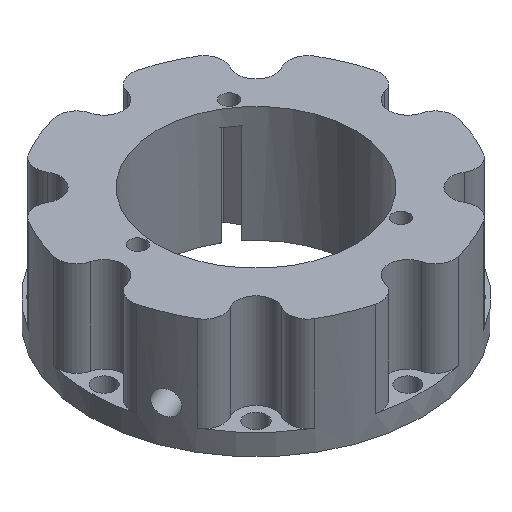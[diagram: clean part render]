
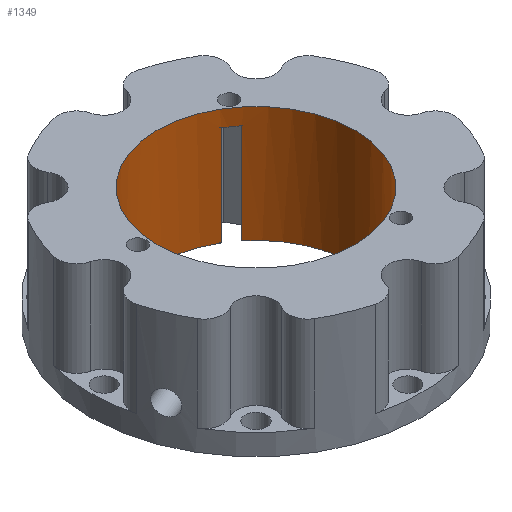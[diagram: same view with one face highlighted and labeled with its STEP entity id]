
A CAD part, isometric view. The second image highlights one B-rep face of the part: STEP entity #1349.
In plain terms, the highlighted cylindrical face has radius 20.875 mm (diameter 41.75 mm), a full revolution.
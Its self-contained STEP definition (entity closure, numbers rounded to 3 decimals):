
#15=FACE_BOUND('',#372,.T.);
#39=CYLINDRICAL_SURFACE('',#1450,20.875);
#78=B_SPLINE_CURVE_WITH_KNOTS('',3,(#2215,#2216,#2217,#2218,#2219,#2220,
#2221,#2222,#2223,#2224,#2225,#2226,#2227,#2228,#2229,#2230,#2231,#2232,
#2233,#2234,#2235),.UNSPECIFIED.,.T.,.F.,(4,1,1,1,1,1,1,1,1,1,1,1,1,1,1,
1,1,1,4),(-1.508,-1.401,-1.293,-1.239,
-1.185,-1.077,-1.006,-0.862,
-0.79,-0.718,-0.646,-0.593,
-0.539,-0.431,-0.323,-0.269,
-0.215,-0.108,0.),.UNSPECIFIED.);
#102=LINE('',#2280,#206);
#103=LINE('',#2283,#207);
#104=LINE('',#2285,#208);
#105=LINE('',#2288,#209);
#106=LINE('',#2290,#210);
#107=LINE('',#2293,#211);
#108=LINE('',#2295,#212);
#206=VECTOR('',#1657,20.875);
#207=VECTOR('',#1660,10.);
#208=VECTOR('',#1661,10.);
#209=VECTOR('',#1664,10.);
#210=VECTOR('',#1665,10.);
#211=VECTOR('',#1668,10.);
#212=VECTOR('',#1669,10.);
#298=FACE_OUTER_BOUND('',#371,.T.);
#371=EDGE_LOOP('',(#932,#933,#934,#935,#936,#937,#938,#939,#940,#941,#942,
#943,#944,#945,#946,#947));
#372=EDGE_LOOP('',(#948));
#462=CIRCLE('',#1444,20.875);
#463=CIRCLE('',#1446,20.875);
#464=CIRCLE('',#1448,20.875);
#465=CIRCLE('',#1451,20.875);
#466=CIRCLE('',#1452,20.875);
#467=CIRCLE('',#1453,20.875);
#468=CIRCLE('',#1454,20.875);
#469=CIRCLE('',#1455,20.875);
#559=VERTEX_POINT('',#2059);
#564=VERTEX_POINT('',#2069);
#566=VERTEX_POINT('',#2074);
#571=VERTEX_POINT('',#2084);
#573=VERTEX_POINT('',#2089);
#578=VERTEX_POINT('',#2099);
#579=VERTEX_POINT('',#2186);
#584=VERTEX_POINT('',#2277);
#585=VERTEX_POINT('',#2279);
#586=VERTEX_POINT('',#2281);
#587=VERTEX_POINT('',#2284);
#588=VERTEX_POINT('',#2286);
#589=VERTEX_POINT('',#2289);
#590=VERTEX_POINT('',#2291);
#591=VERTEX_POINT('',#2294);
#701=EDGE_CURVE('',#559,#564,#462,.T.);
#708=EDGE_CURVE('',#566,#571,#463,.T.);
#715=EDGE_CURVE('',#573,#578,#464,.T.);
#719=EDGE_CURVE('',#579,#579,#78,.T.);
#723=EDGE_CURVE('',#584,#584,#465,.T.);
#724=EDGE_CURVE('',#584,#585,#102,.T.);
#725=EDGE_CURVE('',#585,#586,#466,.T.);
#726=EDGE_CURVE('',#586,#559,#103,.T.);
#727=EDGE_CURVE('',#564,#587,#104,.T.);
#728=EDGE_CURVE('',#587,#588,#467,.T.);
#729=EDGE_CURVE('',#588,#566,#105,.T.);
#730=EDGE_CURVE('',#571,#589,#106,.T.);
#731=EDGE_CURVE('',#589,#590,#468,.T.);
#732=EDGE_CURVE('',#590,#573,#107,.T.);
#733=EDGE_CURVE('',#578,#591,#108,.T.);
#734=EDGE_CURVE('',#591,#585,#469,.T.);
#932=ORIENTED_EDGE('',*,*,#723,.F.);
#933=ORIENTED_EDGE('',*,*,#724,.T.);
#934=ORIENTED_EDGE('',*,*,#725,.T.);
#935=ORIENTED_EDGE('',*,*,#726,.T.);
#936=ORIENTED_EDGE('',*,*,#701,.T.);
#937=ORIENTED_EDGE('',*,*,#727,.T.);
#938=ORIENTED_EDGE('',*,*,#728,.T.);
#939=ORIENTED_EDGE('',*,*,#729,.T.);
#940=ORIENTED_EDGE('',*,*,#708,.T.);
#941=ORIENTED_EDGE('',*,*,#730,.T.);
#942=ORIENTED_EDGE('',*,*,#731,.T.);
#943=ORIENTED_EDGE('',*,*,#732,.T.);
#944=ORIENTED_EDGE('',*,*,#715,.T.);
#945=ORIENTED_EDGE('',*,*,#733,.T.);
#946=ORIENTED_EDGE('',*,*,#734,.T.);
#947=ORIENTED_EDGE('',*,*,#724,.F.);
#948=ORIENTED_EDGE('',*,*,#719,.F.);
#1349=ADVANCED_FACE('',(#298,#15),#39,.F.);
#1444=AXIS2_PLACEMENT_3D('',#2071,#1627,#1628);
#1446=AXIS2_PLACEMENT_3D('',#2086,#1637,#1638);
#1448=AXIS2_PLACEMENT_3D('',#2101,#1647,#1648);
#1450=AXIS2_PLACEMENT_3D('',#2276,#1653,#1654);
#1451=AXIS2_PLACEMENT_3D('',#2278,#1655,#1656);
#1452=AXIS2_PLACEMENT_3D('',#2282,#1658,#1659);
#1453=AXIS2_PLACEMENT_3D('',#2287,#1662,#1663);
#1454=AXIS2_PLACEMENT_3D('',#2292,#1666,#1667);
#1455=AXIS2_PLACEMENT_3D('',#2296,#1670,#1671);
#1627=DIRECTION('center_axis',(0.,0.,-1.));
#1628=DIRECTION('ref_axis',(-1.,0.,0.));
#1637=DIRECTION('center_axis',(0.,0.,-1.));
#1638=DIRECTION('ref_axis',(-1.,0.,0.));
#1647=DIRECTION('center_axis',(0.,0.,-1.));
#1648=DIRECTION('ref_axis',(-1.,0.,0.));
#1653=DIRECTION('center_axis',(0.,0.,1.));
#1654=DIRECTION('ref_axis',(-1.,0.,0.));
#1655=DIRECTION('center_axis',(0.,0.,-1.));
#1656=DIRECTION('ref_axis',(-1.,0.,0.));
#1657=DIRECTION('',(0.,0.,-1.));
#1658=DIRECTION('center_axis',(0.,0.,-1.));
#1659=DIRECTION('ref_axis',(-1.,0.,0.));
#1660=DIRECTION('',(0.,0.,1.));
#1661=DIRECTION('',(0.,0.,-1.));
#1662=DIRECTION('center_axis',(0.,0.,-1.));
#1663=DIRECTION('ref_axis',(-1.,0.,0.));
#1664=DIRECTION('',(0.,0.,1.));
#1665=DIRECTION('',(0.,0.,-1.));
#1666=DIRECTION('center_axis',(0.,0.,-1.));
#1667=DIRECTION('ref_axis',(-1.,0.,0.));
#1668=DIRECTION('',(0.,0.,1.));
#1669=DIRECTION('',(0.,0.,-1.));
#1670=DIRECTION('center_axis',(0.,0.,-1.));
#1671=DIRECTION('ref_axis',(-1.,0.,0.));
#2059=CARTESIAN_POINT('',(10.233,-18.195,21.));
#2069=CARTESIAN_POINT('',(7.433,-19.507,21.));
#2071=CARTESIAN_POINT('Origin',(0.,0.,21.));
#2074=CARTESIAN_POINT('',(-20.874,0.236,21.));
#2084=CARTESIAN_POINT('',(-20.61,3.316,21.));
#2086=CARTESIAN_POINT('Origin',(0.,0.,21.));
#2089=CARTESIAN_POINT('',(10.641,17.959,21.));
#2099=CARTESIAN_POINT('',(13.177,16.19,21.));
#2101=CARTESIAN_POINT('Origin',(0.,0.,21.));
#2186=CARTESIAN_POINT('',(-17.679,-11.1,8.));
#2215=CARTESIAN_POINT('Ctrl Pts',(-17.679,-11.1,8.));
#2216=CARTESIAN_POINT('Ctrl Pts',(-17.679,-11.1,7.496));
#2217=CARTESIAN_POINT('Ctrl Pts',(-17.815,-10.887,6.401));
#2218=CARTESIAN_POINT('Ctrl Pts',(-18.235,-10.176,5.389));
#2219=CARTESIAN_POINT('Ctrl Pts',(-18.649,-9.39,4.82));
#2220=CARTESIAN_POINT('Ctrl Pts',(-19.095,-8.463,4.469));
#2221=CARTESIAN_POINT('Ctrl Pts',(-19.521,-7.434,4.466));
#2222=CARTESIAN_POINT('Ctrl Pts',(-20.016,-5.987,5.067));
#2223=CARTESIAN_POINT('Ctrl Pts',(-20.254,-5.063,6.093));
#2224=CARTESIAN_POINT('Ctrl Pts',(-20.354,-4.636,7.492));
#2225=CARTESIAN_POINT('Ctrl Pts',(-20.352,-4.641,8.507));
#2226=CARTESIAN_POINT('Ctrl Pts',(-20.289,-4.917,9.467));
#2227=CARTESIAN_POINT('Ctrl Pts',(-20.169,-5.39,10.214));
#2228=CARTESIAN_POINT('Ctrl Pts',(-19.981,-6.07,10.931));
#2229=CARTESIAN_POINT('Ctrl Pts',(-19.587,-7.276,11.537));
#2230=CARTESIAN_POINT('Ctrl Pts',(-19.094,-8.464,11.53));
#2231=CARTESIAN_POINT('Ctrl Pts',(-18.649,-9.39,11.179));
#2232=CARTESIAN_POINT('Ctrl Pts',(-18.235,-10.176,10.611));
#2233=CARTESIAN_POINT('Ctrl Pts',(-17.815,-10.887,9.599));
#2234=CARTESIAN_POINT('Ctrl Pts',(-17.679,-11.1,8.504));
#2235=CARTESIAN_POINT('Ctrl Pts',(-17.679,-11.1,8.));
#2276=CARTESIAN_POINT('Origin',(0.,0.,0.));
#2277=CARTESIAN_POINT('',(20.875,0.,24.45));
#2278=CARTESIAN_POINT('Origin',(0.,0.,24.45));
#2279=CARTESIAN_POINT('',(20.875,0.,0.));
#2280=CARTESIAN_POINT('',(20.875,0.,0.));
#2281=CARTESIAN_POINT('',(10.233,-18.195,0.));
#2282=CARTESIAN_POINT('Origin',(0.,0.,0.));
#2283=CARTESIAN_POINT('',(10.233,-18.195,0.));
#2284=CARTESIAN_POINT('',(7.433,-19.507,0.));
#2285=CARTESIAN_POINT('',(7.433,-19.507,0.));
#2286=CARTESIAN_POINT('',(-20.874,0.236,0.));
#2287=CARTESIAN_POINT('Origin',(0.,0.,0.));
#2288=CARTESIAN_POINT('',(-20.874,0.236,0.));
#2289=CARTESIAN_POINT('',(-20.61,3.316,0.));
#2290=CARTESIAN_POINT('',(-20.61,3.316,0.));
#2291=CARTESIAN_POINT('',(10.641,17.959,0.));
#2292=CARTESIAN_POINT('Origin',(0.,0.,0.));
#2293=CARTESIAN_POINT('',(10.641,17.959,0.));
#2294=CARTESIAN_POINT('',(13.177,16.19,0.));
#2295=CARTESIAN_POINT('',(13.177,16.19,0.));
#2296=CARTESIAN_POINT('Origin',(0.,0.,0.));
